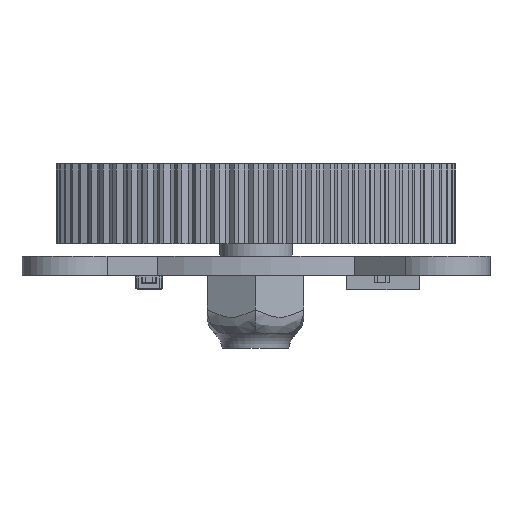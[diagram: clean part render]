
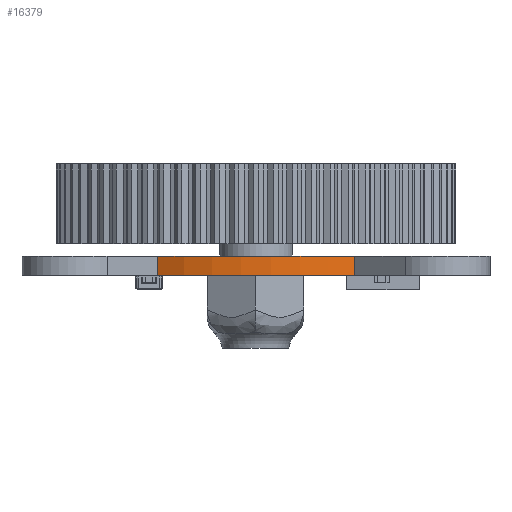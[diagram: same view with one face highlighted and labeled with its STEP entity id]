
A CAD part, left-side view. The second image highlights one B-rep face of the part: STEP entity #16379.
In plain terms, the highlighted cylindrical face has radius 8.052 mm (diameter 16.104 mm), a partial arc.
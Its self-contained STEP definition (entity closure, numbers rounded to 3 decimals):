
#1646=FACE_OUTER_BOUND('',#2574,.T.);
#2574=EDGE_LOOP('',(#12833,#12834,#12835,#12836));
#3841=LINE('',#25492,#5467);
#3842=LINE('',#25496,#5468);
#5467=VECTOR('',#20568,1.);
#5468=VECTOR('',#20573,1.);
#6722=CIRCLE('',#17824,8.052);
#6734=CIRCLE('',#17851,8.052);
#7538=VERTEX_POINT('',#25366);
#7539=VERTEX_POINT('',#25368);
#7586=VERTEX_POINT('',#25490);
#7587=VERTEX_POINT('',#25494);
#9441=EDGE_CURVE('',#7538,#7539,#6722,.T.);
#9503=EDGE_CURVE('',#7586,#7538,#3841,.T.);
#9504=EDGE_CURVE('',#7586,#7587,#6734,.T.);
#9505=EDGE_CURVE('',#7587,#7539,#3842,.T.);
#12833=ORIENTED_EDGE('',*,*,#9503,.F.);
#12834=ORIENTED_EDGE('',*,*,#9504,.T.);
#12835=ORIENTED_EDGE('',*,*,#9505,.T.);
#12836=ORIENTED_EDGE('',*,*,#9441,.F.);
#15943=CYLINDRICAL_SURFACE('',#17850,8.052);
#16379=ADVANCED_FACE('',(#1646),#15943,.T.);
#17824=AXIS2_PLACEMENT_3D('',#25369,#20466,#20467);
#17850=AXIS2_PLACEMENT_3D('',#25493,#20569,#20570);
#17851=AXIS2_PLACEMENT_3D('',#25495,#20571,#20572);
#20466=DIRECTION('center_axis',(0.,0.,1.));
#20467=DIRECTION('ref_axis',(-0.865,0.501,0.));
#20568=DIRECTION('',(0.,0.,1.));
#20569=DIRECTION('center_axis',(0.,0.,-1.));
#20570=DIRECTION('ref_axis',(-0.865,0.501,0.));
#20571=DIRECTION('center_axis',(0.,0.,1.));
#20572=DIRECTION('ref_axis',(-0.865,0.501,0.));
#20573=DIRECTION('',(0.,0.,1.));
#25366=CARTESIAN_POINT('',(81.654,87.186,0.8));
#25368=CARTESIAN_POINT('',(81.684,79.061,0.8));
#25369=CARTESIAN_POINT('Origin',(88.621,83.149,0.8));
#25490=CARTESIAN_POINT('',(81.654,87.186,0.));
#25492=CARTESIAN_POINT('',(81.654,87.186,0.));
#25493=CARTESIAN_POINT('Origin',(88.621,83.149,0.));
#25494=CARTESIAN_POINT('',(81.684,79.061,0.));
#25495=CARTESIAN_POINT('Origin',(88.621,83.149,0.));
#25496=CARTESIAN_POINT('',(81.684,79.061,0.));
